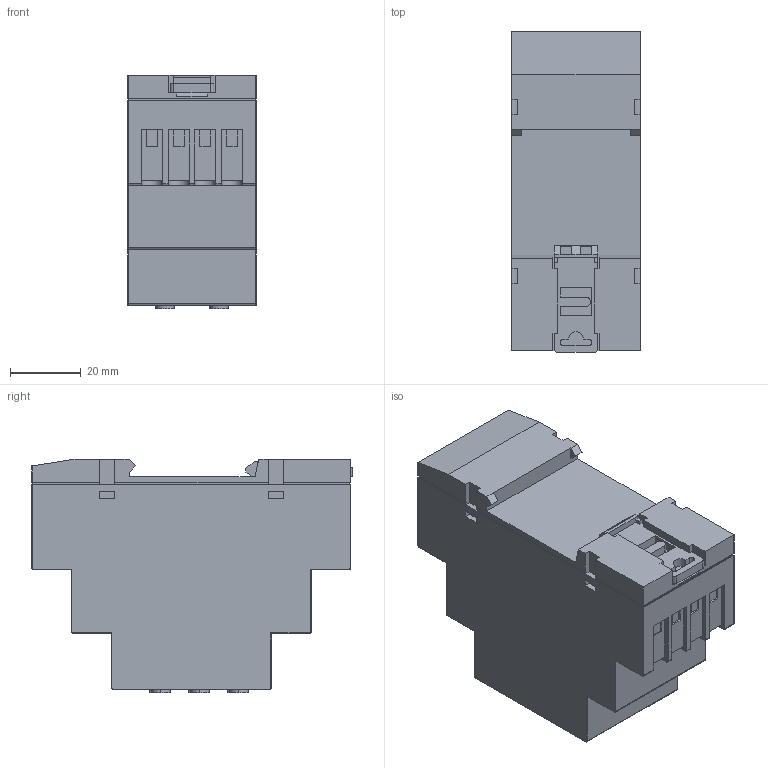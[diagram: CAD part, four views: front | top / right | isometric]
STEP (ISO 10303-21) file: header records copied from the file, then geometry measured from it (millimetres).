
FILE_DESCRIPTION (( 'STEP AP214' ), '1' );
FILE_NAME ('RKF-11M(8).ÃÌ Ðåëå êîíòðîëÿ ôàç.STEP', '2024-08-06T13:37:56', ( '' ), ( '' ), 'SwSTEP 2.0', 'SolidWorks 2021', '' );
FILE_SCHEMA (( 'AUTOMOTIVE_DESIGN' ));
Length unit declared in the file: millimetre
Products named in the file (1): RKF-11M(8).ÃÌ Ðåëå êîíòðîëÿ ôàç
Bounding box: 36.2 x 90.4 x 65.9 mm (x, y, z)
Volume: 161494.1 mm3; surface area: 23920.1 mm2
Topology: 16 solids, 16 shells, 605 faces, 1589 edges, 1048 vertices
Faces by surface type: plane 482, cylinder 99, torus 12, bspline 12
Entity records: 19869 total; most frequent: CARTESIAN_POINT 3421, ORIENTED_EDGE 3178, DIRECTION 2959, EDGE_CURVE 1589, LINE 1339, VECTOR 1339, VERTEX_POINT 1048, AXIS2_PLACEMENT_3D 810
